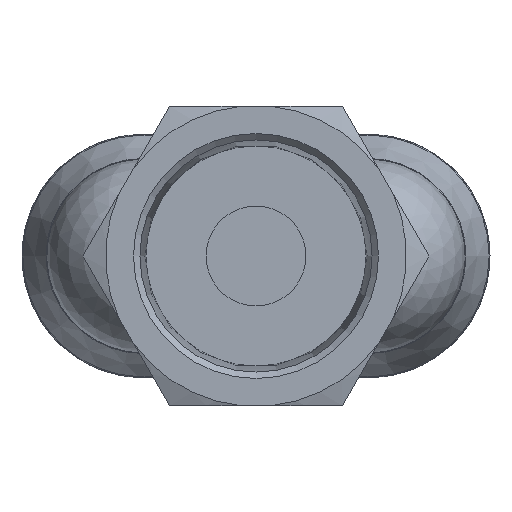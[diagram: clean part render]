
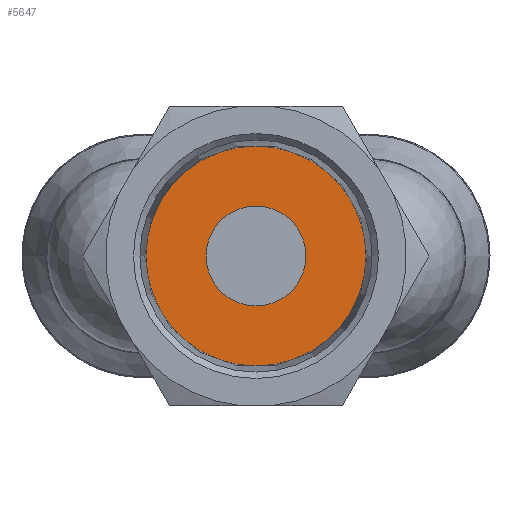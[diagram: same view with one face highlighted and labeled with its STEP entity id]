
A CAD part, front view. The second image highlights one B-rep face of the part: STEP entity #5647.
In plain terms, the highlighted face is planar.
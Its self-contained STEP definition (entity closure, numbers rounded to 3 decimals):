
#5480=CARTESIAN_POINT('',(-17.3,8.815,0.0));
#5481=VERTEX_POINT('',#5480);
#5482=CARTESIAN_POINT('',(-17.3,0.,0.0));
#5483=DIRECTION('',(-1.0,0.0,0.0));
#5484=DIRECTION('',(0.0,1.0,0.0));
#5485=AXIS2_PLACEMENT_3D('',#5482,#5483,#5484);
#5486=CIRCLE('',#5485,8.816);
#5487=EDGE_CURVE('',#5481,#5481,#5486,.T.);
#5624=CARTESIAN_POINT('',(-17.3,4.,0.0));
#5625=VERTEX_POINT('',#5624);
#5626=CARTESIAN_POINT('',(-17.3,0.,0.0));
#5627=DIRECTION('',(-1.0,0.0,0.0));
#5628=DIRECTION('',(0.0,1.0,0.0));
#5629=AXIS2_PLACEMENT_3D('',#5626,#5627,#5628);
#5630=CIRCLE('',#5629,4.);
#5631=EDGE_CURVE('',#5625,#5625,#5630,.T.);
#5636=CARTESIAN_POINT('',(-17.3,6.408,0.0));
#5637=DIRECTION('',(1.0,0.0,0.0));
#5638=DIRECTION('',(0.0,0.0,-1.0));
#5639=AXIS2_PLACEMENT_3D('',#5636,#5637,#5638);
#5640=PLANE('',#5639);
#5641=ORIENTED_EDGE('',*,*,#5487,.T.);
#5642=EDGE_LOOP('',(#5641));
#5643=FACE_OUTER_BOUND('',#5642,.T.);
#5644=ORIENTED_EDGE('',*,*,#5631,.F.);
#5645=EDGE_LOOP('',(#5644));
#5646=FACE_BOUND('',#5645,.T.);
#5647=ADVANCED_FACE('',(#5643,#5646),#5640,.F.);
